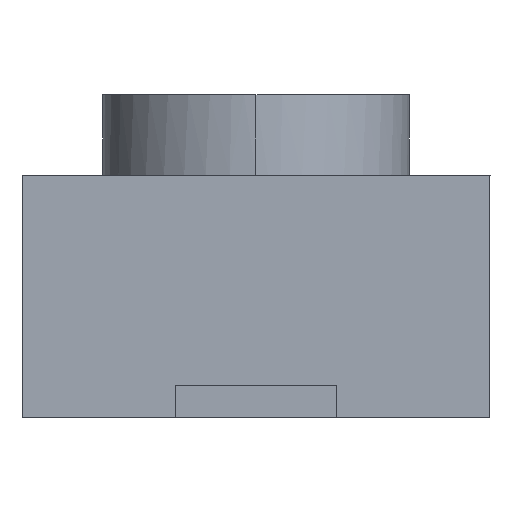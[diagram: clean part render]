
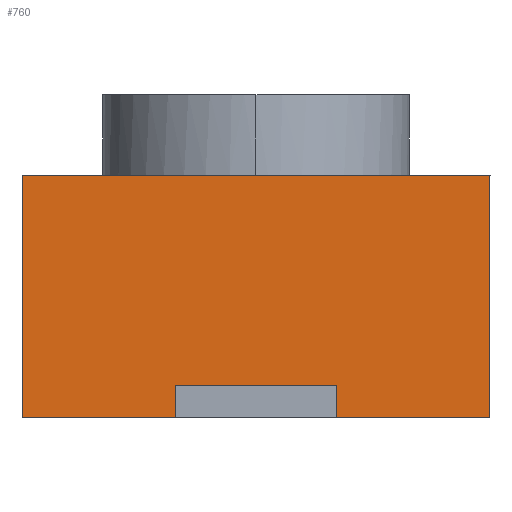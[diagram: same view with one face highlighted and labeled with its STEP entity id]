
A CAD part, left-side view. The second image highlights one B-rep face of the part: STEP entity #760.
In plain terms, the highlighted free-form (B-spline) face has degree [1, 1] with [2, 2] control points.
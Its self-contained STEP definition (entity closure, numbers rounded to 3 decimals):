
#760 = ADVANCED_FACE('',(#761),#819,.T.);
#761 = FACE_BOUND('',#762,.T.);
#762 = EDGE_LOOP('',(#763,#772,#779,#786,#793,#800,#807,#814));
#763 = ORIENTED_EDGE('',*,*,#764,.F.);
#764 = EDGE_CURVE('',#765,#767,#769,.T.);
#765 = VERTEX_POINT('',#766);
#766 = CARTESIAN_POINT('',(-1.975,1.45,1.5));
#767 = VERTEX_POINT('',#768);
#768 = CARTESIAN_POINT('',(-1.975,-1.45,1.5));
#769 = B_SPLINE_CURVE_WITH_KNOTS('',1,(#770,#771),.UNSPECIFIED.,.F.,.F.,
  (2,2),(0.,1.),.PIECEWISE_BEZIER_KNOTS.);
#770 = CARTESIAN_POINT('',(-1.975,1.45,1.5));
#771 = CARTESIAN_POINT('',(-1.975,-1.45,1.5));
#772 = ORIENTED_EDGE('',*,*,#773,.F.);
#773 = EDGE_CURVE('',#774,#765,#776,.T.);
#774 = VERTEX_POINT('',#775);
#775 = CARTESIAN_POINT('',(-1.975,1.45,0.));
#776 = B_SPLINE_CURVE_WITH_KNOTS('',1,(#777,#778),.UNSPECIFIED.,.F.,.F.,
  (2,2),(0.,1.),.PIECEWISE_BEZIER_KNOTS.);
#777 = CARTESIAN_POINT('',(-1.975,1.45,0.));
#778 = CARTESIAN_POINT('',(-1.975,1.45,1.5));
#779 = ORIENTED_EDGE('',*,*,#780,.F.);
#780 = EDGE_CURVE('',#781,#774,#783,.T.);
#781 = VERTEX_POINT('',#782);
#782 = CARTESIAN_POINT('',(-1.975,0.5,0.));
#783 = B_SPLINE_CURVE_WITH_KNOTS('',1,(#784,#785),.UNSPECIFIED.,.F.,.F.,
  (2,2),(0.,1.),.PIECEWISE_BEZIER_KNOTS.);
#784 = CARTESIAN_POINT('',(-1.975,0.5,0.));
#785 = CARTESIAN_POINT('',(-1.975,1.45,0.));
#786 = ORIENTED_EDGE('',*,*,#787,.F.);
#787 = EDGE_CURVE('',#788,#781,#790,.T.);
#788 = VERTEX_POINT('',#789);
#789 = CARTESIAN_POINT('',(-1.975,0.5,0.2));
#790 = B_SPLINE_CURVE_WITH_KNOTS('',1,(#791,#792),.UNSPECIFIED.,.F.,.F.,
  (2,2),(0.,1.),.PIECEWISE_BEZIER_KNOTS.);
#791 = CARTESIAN_POINT('',(-1.975,0.5,0.2));
#792 = CARTESIAN_POINT('',(-1.975,0.5,0.));
#793 = ORIENTED_EDGE('',*,*,#794,.F.);
#794 = EDGE_CURVE('',#795,#788,#797,.T.);
#795 = VERTEX_POINT('',#796);
#796 = CARTESIAN_POINT('',(-1.975,-0.5,0.2));
#797 = B_SPLINE_CURVE_WITH_KNOTS('',1,(#798,#799),.UNSPECIFIED.,.F.,.F.,
  (2,2),(0.,1.),.PIECEWISE_BEZIER_KNOTS.);
#798 = CARTESIAN_POINT('',(-1.975,-0.5,0.2));
#799 = CARTESIAN_POINT('',(-1.975,0.5,0.2));
#800 = ORIENTED_EDGE('',*,*,#801,.F.);
#801 = EDGE_CURVE('',#802,#795,#804,.T.);
#802 = VERTEX_POINT('',#803);
#803 = CARTESIAN_POINT('',(-1.975,-0.5,0.));
#804 = B_SPLINE_CURVE_WITH_KNOTS('',1,(#805,#806),.UNSPECIFIED.,.F.,.F.,
  (2,2),(0.,1.),.PIECEWISE_BEZIER_KNOTS.);
#805 = CARTESIAN_POINT('',(-1.975,-0.5,0.));
#806 = CARTESIAN_POINT('',(-1.975,-0.5,0.2));
#807 = ORIENTED_EDGE('',*,*,#808,.F.);
#808 = EDGE_CURVE('',#809,#802,#811,.T.);
#809 = VERTEX_POINT('',#810);
#810 = CARTESIAN_POINT('',(-1.975,-1.45,0.));
#811 = B_SPLINE_CURVE_WITH_KNOTS('',1,(#812,#813),.UNSPECIFIED.,.F.,.F.,
  (2,2),(0.,1.),.PIECEWISE_BEZIER_KNOTS.);
#812 = CARTESIAN_POINT('',(-1.975,-1.45,0.));
#813 = CARTESIAN_POINT('',(-1.975,-0.5,0.));
#814 = ORIENTED_EDGE('',*,*,#815,.F.);
#815 = EDGE_CURVE('',#767,#809,#816,.T.);
#816 = B_SPLINE_CURVE_WITH_KNOTS('',1,(#817,#818),.UNSPECIFIED.,.F.,.F.,
  (2,2),(0.,1.),.PIECEWISE_BEZIER_KNOTS.);
#817 = CARTESIAN_POINT('',(-1.975,-1.45,1.5));
#818 = CARTESIAN_POINT('',(-1.975,-1.45,0.));
#819 = B_SPLINE_SURFACE_WITH_KNOTS('',1,1,(
    (#820,#821)
    ,(#822,#823)),.UNSPECIFIED.,.F.,.F.,.F.,(2,2),(2,2),(0.,1.),(0.,1.),
  .PIECEWISE_BEZIER_KNOTS.);
#820 = CARTESIAN_POINT('',(-1.975,-1.45,1.5));
#821 = CARTESIAN_POINT('',(-1.975,-1.45,0.));
#822 = CARTESIAN_POINT('',(-1.975,1.45,1.5));
#823 = CARTESIAN_POINT('',(-1.975,1.45,0.));
